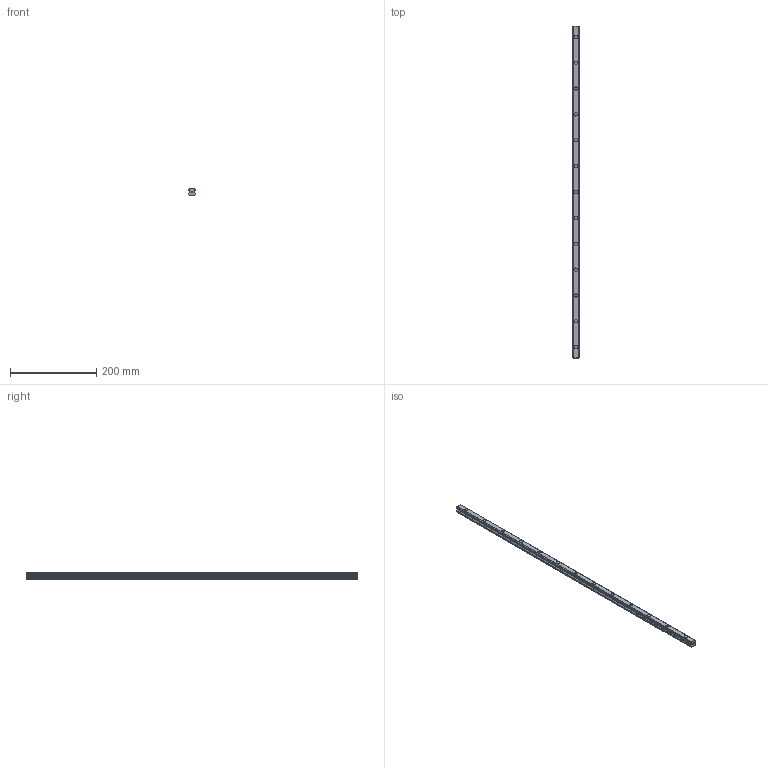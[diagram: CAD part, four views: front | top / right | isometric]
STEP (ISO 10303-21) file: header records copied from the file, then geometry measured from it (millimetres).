
FILE_DESCRIPTION(('STEP AP214'),'1');
FILE_NAME('cctmp_AFADB5C8-2A86-460B-9533-16908BEAAC23_2020_5_5_12_44_31_296..stp','2020-05-05T10:44:31',('HIWIN GmbH'),('CADClick - www.CADClick.com'),'Spatial InterOp 3D',' ','unknown authorization');
FILE_SCHEMA(('AUTOMOTIVE_DESIGN'));
Length unit declared in the file: millimetre
Products named in the file (1): HGR15R770H_FILE
Bounding box: 15 x 770 x 15 mm (x, y, z)
Volume: 141412.7 mm3; surface area: 51594.1 mm2
Topology: 1 solids, 1 shells, 232 faces, 561 edges, 374 vertices
Faces by surface type: plane 128, cylinder 104
Entity records: 8713 total; most frequent: DIRECTION 1235, CARTESIAN_POINT 1168, ORIENTED_EDGE 1122, EDGE_CURVE 561, AXIS2_PLACEMENT_3D 441, VERTEX_POINT 374, LINE 353, VECTOR 353
